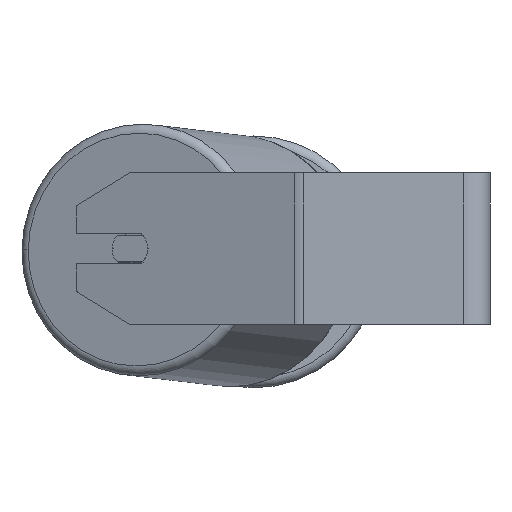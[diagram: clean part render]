
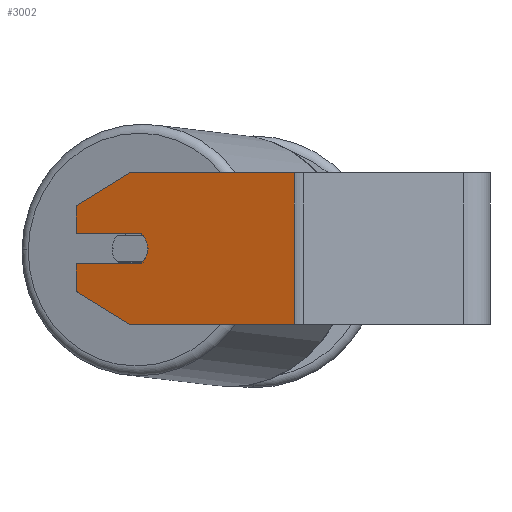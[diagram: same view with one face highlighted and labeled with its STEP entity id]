
A CAD part, left-side view. The second image highlights one B-rep face of the part: STEP entity #3002.
In plain terms, the highlighted planar face has unit normal (-0.94, 0.342, 0).
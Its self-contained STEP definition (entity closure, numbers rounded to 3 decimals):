
#77 = EDGE_CURVE ( 'NONE', #3182, #3968, #6125, .T. ) ;
#86 = DIRECTION ( 'NONE',  ( 0., 0., -1. ) ) ;
#212 = LINE ( 'NONE', #2044, #4083 ) ;
#415 = CARTESIAN_POINT ( 'NONE',  ( -252.27, 218.351, -40. ) ) ;
#503 = CARTESIAN_POINT ( 'NONE',  ( -262.531, 190.161, -40. ) ) ;
#1020 = LINE ( 'NONE', #415, #6087 ) ;
#1095 = EDGE_CURVE ( 'NONE', #7046, #8042, #7873, .T. ) ;
#1335 = LINE ( 'NONE', #8416, #2335 ) ;
#1344 = DIRECTION ( 'NONE',  ( -0.342, -0.94, 0. ) ) ;
#1400 = DIRECTION ( 'NONE',  ( -0.342, -0.94, 0. ) ) ;
#1442 = DIRECTION ( 'NONE',  ( -0.296, -0.814, -0.5 ) ) ;
#1822 = CARTESIAN_POINT ( 'NONE',  ( -252.27, 218.351, 40. ) ) ;
#1912 = CARTESIAN_POINT ( 'NONE',  ( -252.27, 218.351, 22.679 ) ) ;
#2044 = CARTESIAN_POINT ( 'NONE',  ( -252.27, 218.351, 40. ) ) ;
#2112 = EDGE_CURVE ( 'NONE', #7128, #3968, #1020, .T. ) ;
#2230 = VECTOR ( 'NONE', #1442, 1000. ) ;
#2266 = ORIENTED_EDGE ( 'NONE', *, *, #5127, .F. ) ;
#2335 = VECTOR ( 'NONE', #4609, 1000. ) ;
#2340 = CARTESIAN_POINT ( 'NONE',  ( -264.583, 184.523, 8. ) ) ;
#2437 = DIRECTION ( 'NONE',  ( 0.94, -0.342, 0. ) ) ;
#2500 = DIRECTION ( 'NONE',  ( -0.94, 0.342, 0. ) ) ;
#2505 = ORIENTED_EDGE ( 'NONE', *, *, #77, .F. ) ;
#2584 = LINE ( 'NONE', #1822, #7353 ) ;
#2775 = ORIENTED_EDGE ( 'NONE', *, *, #8313, .T. ) ;
#2784 = CARTESIAN_POINT ( 'NONE',  ( -294.156, 103.271, 40. ) ) ;
#2935 = CARTESIAN_POINT ( 'NONE',  ( -294.156, 103.271, -40. ) ) ;
#3002 = ADVANCED_FACE ( 'NONE', ( #7026 ), #6304, .F. ) ;
#3182 = VERTEX_POINT ( 'NONE', #4242 ) ;
#3294 = CARTESIAN_POINT ( 'NONE',  ( -265.951, 180.764, 0. ) ) ;
#3393 = LINE ( 'NONE', #3936, #6155 ) ;
#3457 = CARTESIAN_POINT ( 'NONE',  ( -252.27, 218.351, -22.679 ) ) ;
#3545 = VECTOR ( 'NONE', #3581, 1000. ) ;
#3581 = DIRECTION ( 'NONE',  ( 0.342, 0.94, 0. ) ) ;
#3587 = ORIENTED_EDGE ( 'NONE', *, *, #1095, .F. ) ;
#3597 = DIRECTION ( 'NONE',  ( -0.342, -0.94, 0. ) ) ;
#3620 = CARTESIAN_POINT ( 'NONE',  ( -252.27, 218.351, 8. ) ) ;
#3636 = ORIENTED_EDGE ( 'NONE', *, *, #8276, .F. ) ;
#3697 = VECTOR ( 'NONE', #4170, 1000. ) ;
#3744 = CARTESIAN_POINT ( 'NONE',  ( -252.27, 218.351, 40. ) ) ;
#3815 = VERTEX_POINT ( 'NONE', #4606 ) ;
#3936 = CARTESIAN_POINT ( 'NONE',  ( -264.583, 184.523, -8. ) ) ;
#3947 = VERTEX_POINT ( 'NONE', #5494 ) ;
#3968 = VERTEX_POINT ( 'NONE', #2935 ) ;
#4083 = VECTOR ( 'NONE', #86, 1000. ) ;
#4158 = EDGE_CURVE ( 'NONE', #3947, #6263, #212, .T. ) ;
#4170 = DIRECTION ( 'NONE',  ( 0., 0., -1. ) ) ;
#4197 = AXIS2_PLACEMENT_3D ( 'NONE', #3744, #2437, #7068 ) ;
#4242 = CARTESIAN_POINT ( 'NONE',  ( -294.156, 103.271, 40. ) ) ;
#4487 = CARTESIAN_POINT ( 'NONE',  ( -262.531, 190.161, 0. ) ) ;
#4494 = EDGE_CURVE ( 'NONE', #7351, #3182, #2584, .T. ) ;
#4606 = CARTESIAN_POINT ( 'NONE',  ( -264.583, 184.523, -8. ) ) ;
#4609 = DIRECTION ( 'NONE',  ( 0.296, 0.814, -0.5 ) ) ;
#4729 = CARTESIAN_POINT ( 'NONE',  ( -252.27, 218.351, 40. ) ) ;
#4816 = LINE ( 'NONE', #6690, #3545 ) ;
#5064 = EDGE_CURVE ( 'NONE', #7351, #8226, #1335, .T. ) ;
#5076 = CARTESIAN_POINT ( 'NONE',  ( -262.531, 190.161, 40. ) ) ;
#5098 = EDGE_LOOP ( 'NONE', ( #8309, #3636, #6394, #2775, #6832, #2505, #7960, #6775, #7334, #2266, #3587 ) ) ;
#5127 = EDGE_CURVE ( 'NONE', #8042, #5327, #4816, .T. ) ;
#5175 = DIRECTION ( 'NONE',  ( -0.342, -0.94, 0. ) ) ;
#5327 = VERTEX_POINT ( 'NONE', #3620 ) ;
#5354 = CARTESIAN_POINT ( 'NONE',  ( -262.531, 190.161, -40. ) ) ;
#5494 = CARTESIAN_POINT ( 'NONE',  ( -252.27, 218.351, -8. ) ) ;
#5557 = AXIS2_PLACEMENT_3D ( 'NONE', #4487, #2500, #1344 ) ;
#6076 = CARTESIAN_POINT ( 'NONE',  ( -262.531, 190.161, 0. ) ) ;
#6084 = DIRECTION ( 'NONE',  ( 0., 0., -1. ) ) ;
#6087 = VECTOR ( 'NONE', #3597, 1000. ) ;
#6125 = LINE ( 'NONE', #2784, #7313 ) ;
#6155 = VECTOR ( 'NONE', #1400, 1000. ) ;
#6263 = VERTEX_POINT ( 'NONE', #3457 ) ;
#6304 = PLANE ( 'NONE',  #4197 ) ;
#6394 = ORIENTED_EDGE ( 'NONE', *, *, #4158, .T. ) ;
#6690 = CARTESIAN_POINT ( 'NONE',  ( -264.583, 184.523, 8. ) ) ;
#6754 = DIRECTION ( 'NONE',  ( -0.342, -0.94, 0. ) ) ;
#6775 = ORIENTED_EDGE ( 'NONE', *, *, #5064, .T. ) ;
#6832 = ORIENTED_EDGE ( 'NONE', *, *, #2112, .T. ) ;
#7026 = FACE_OUTER_BOUND ( 'NONE', #5098, .T. ) ;
#7046 = VERTEX_POINT ( 'NONE', #3294 ) ;
#7068 = DIRECTION ( 'NONE',  ( 0.342, 0.94, 0. ) ) ;
#7128 = VERTEX_POINT ( 'NONE', #503 ) ;
#7269 = LINE ( 'NONE', #5354, #2230 ) ;
#7313 = VECTOR ( 'NONE', #6084, 1000. ) ;
#7334 = ORIENTED_EDGE ( 'NONE', *, *, #7669, .T. ) ;
#7351 = VERTEX_POINT ( 'NONE', #5076 ) ;
#7353 = VECTOR ( 'NONE', #5175, 1000. ) ;
#7403 = DIRECTION ( 'NONE',  ( -0.94, 0.342, 0. ) ) ;
#7669 = EDGE_CURVE ( 'NONE', #8226, #5327, #7973, .T. ) ;
#7873 = CIRCLE ( 'NONE', #5557, 10. ) ;
#7935 = AXIS2_PLACEMENT_3D ( 'NONE', #6076, #7403, #6754 ) ;
#7941 = EDGE_CURVE ( 'NONE', #3815, #7046, #8068, .T. ) ;
#7960 = ORIENTED_EDGE ( 'NONE', *, *, #4494, .F. ) ;
#7973 = LINE ( 'NONE', #4729, #3697 ) ;
#8042 = VERTEX_POINT ( 'NONE', #2340 ) ;
#8068 = CIRCLE ( 'NONE', #7935, 10. ) ;
#8226 = VERTEX_POINT ( 'NONE', #1912 ) ;
#8276 = EDGE_CURVE ( 'NONE', #3947, #3815, #3393, .T. ) ;
#8309 = ORIENTED_EDGE ( 'NONE', *, *, #7941, .F. ) ;
#8313 = EDGE_CURVE ( 'NONE', #6263, #7128, #7269, .T. ) ;
#8416 = CARTESIAN_POINT ( 'NONE',  ( -252.27, 218.351, 22.679 ) ) ;
